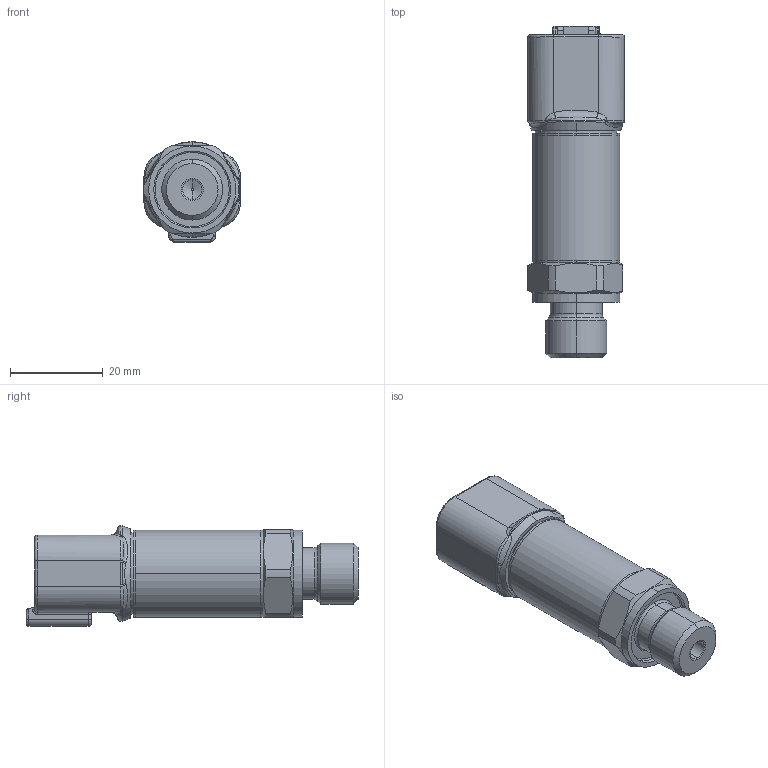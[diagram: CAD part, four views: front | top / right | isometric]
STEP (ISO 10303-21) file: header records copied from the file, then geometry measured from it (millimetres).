
FILE_DESCRIPTION (( 'STEP AP214' ), '1' );
FILE_NAME ('825X.XX.XX.15.D4.STEP', '2020-07-06T07:44:36', ( '' ), ( '' ), 'SwSTEP 2.0', 'SolidWorks 2016', '' );
FILE_SCHEMA (( 'AUTOMOTIVE_DESIGN' ));
Length unit declared in the file: millimetre
Products named in the file (4): 825X.XX.XX.15.D4; C21542_defeatured; DEUTSCH_4P_D4; C30607_15
Assembly tree (3 placements, depth 2):
  825X.XX.XX.15.D4
    C21542_defeatured
    C30607_15
    DEUTSCH_4P_D4
Bounding box: 20.91 x 71.69 x 21.72 mm (x, y, z)
Volume: 13969.9 mm3; surface area: 7673.3 mm2
Topology: 3 solids, 3 shells, 310 faces, 755 edges, 456 vertices
Faces by surface type: bspline 103, plane 86, cylinder 84, cone 29, torus 8
Entity records: 13242 total; most frequent: CARTESIAN_POINT 6075, ORIENTED_EDGE 1502, DIRECTION 1233, EDGE_CURVE 751, AXIS2_PLACEMENT_3D 457, VERTEX_POINT 456, EDGE_LOOP 325, LINE 319
